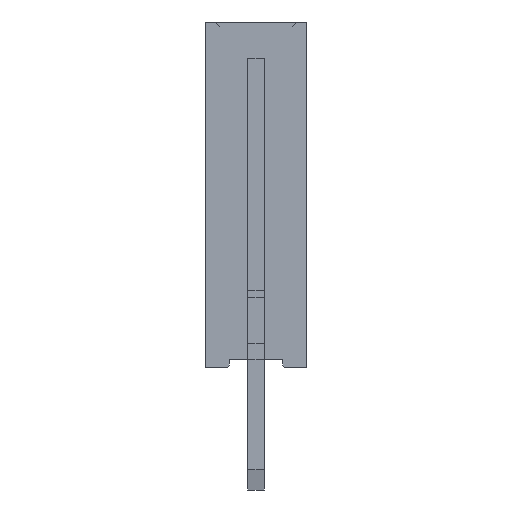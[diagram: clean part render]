
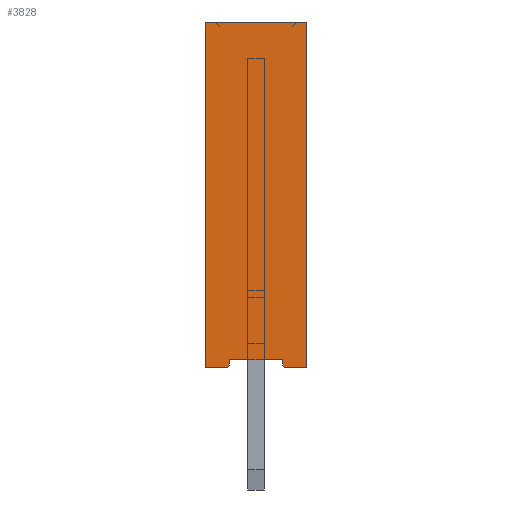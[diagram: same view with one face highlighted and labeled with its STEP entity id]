
A CAD part, front view. The second image highlights one B-rep face of the part: STEP entity #3828.
In plain terms, the highlighted planar face has unit normal (0, -1, 0).
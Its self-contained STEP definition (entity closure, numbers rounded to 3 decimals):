
#1076 = VERTEX_POINT('',#1077);
#1077 = CARTESIAN_POINT('',(-1.25,-92.71,0.));
#1083 = EDGE_CURVE('',#1084,#1076,#1086,.T.);
#1084 = VERTEX_POINT('',#1085);
#1085 = CARTESIAN_POINT('',(-0.75,-92.71,0.));
#1086 = LINE('',#1087,#1088);
#1087 = CARTESIAN_POINT('',(1.25,-92.71,0.));
#1088 = VECTOR('',#1089,1.);
#1089 = DIRECTION('',(-1.,0.,0.));
#1107 = EDGE_CURVE('',#1108,#1084,#1110,.T.);
#1108 = VERTEX_POINT('',#1109);
#1109 = CARTESIAN_POINT('',(-0.65,-92.71,0.1));
#1110 = CIRCLE('',#1111,0.1);
#1111 = AXIS2_PLACEMENT_3D('',#1112,#1113,#1114);
#1112 = CARTESIAN_POINT('',(-0.75,-92.71,0.1));
#1113 = DIRECTION('',(-0.,1.,0.));
#1114 = DIRECTION('',(1.,0.,0.));
#1132 = VERTEX_POINT('',#1133);
#1133 = CARTESIAN_POINT('',(-0.65,-92.71,0.2));
#1139 = EDGE_CURVE('',#1108,#1132,#1140,.T.);
#1140 = LINE('',#1141,#1142);
#1141 = CARTESIAN_POINT('',(-0.65,-92.71,0.1));
#1142 = VECTOR('',#1143,1.);
#1143 = DIRECTION('',(0.,0.,1.));
#1156 = VERTEX_POINT('',#1157);
#1157 = CARTESIAN_POINT('',(0.65,-92.71,0.2));
#1163 = EDGE_CURVE('',#1132,#1156,#1164,.T.);
#1164 = LINE('',#1165,#1166);
#1165 = CARTESIAN_POINT('',(0.95,-92.71,0.2));
#1166 = VECTOR('',#1167,1.);
#1167 = DIRECTION('',(1.,0.,0.));
#2438 = VERTEX_POINT('',#2439);
#2439 = CARTESIAN_POINT('',(0.65,-92.71,0.1));
#2445 = EDGE_CURVE('',#1156,#2438,#2446,.T.);
#2446 = LINE('',#2447,#2448);
#2447 = CARTESIAN_POINT('',(0.65,-92.71,0.05));
#2448 = VECTOR('',#2449,1.);
#2449 = DIRECTION('',(-0.,-0.,-1.));
#2462 = EDGE_CURVE('',#2463,#2438,#2465,.T.);
#2463 = VERTEX_POINT('',#2464);
#2464 = CARTESIAN_POINT('',(0.75,-92.71,0.));
#2465 = CIRCLE('',#2466,0.1);
#2466 = AXIS2_PLACEMENT_3D('',#2467,#2468,#2469);
#2467 = CARTESIAN_POINT('',(0.75,-92.71,0.1));
#2468 = DIRECTION('',(-0.,1.,0.));
#2469 = DIRECTION('',(1.,0.,0.));
#2487 = EDGE_CURVE('',#2488,#2463,#2490,.T.);
#2488 = VERTEX_POINT('',#2489);
#2489 = CARTESIAN_POINT('',(1.25,-92.71,0.));
#2490 = LINE('',#2491,#2492);
#2491 = CARTESIAN_POINT('',(1.25,-92.71,0.));
#2492 = VECTOR('',#2493,1.);
#2493 = DIRECTION('',(-1.,0.,0.));
#2511 = VERTEX_POINT('',#2512);
#2512 = CARTESIAN_POINT('',(1.25,-92.71,8.5));
#2518 = EDGE_CURVE('',#2488,#2511,#2519,.T.);
#2519 = LINE('',#2520,#2521);
#2520 = CARTESIAN_POINT('',(1.25,-92.71,0.));
#2521 = VECTOR('',#2522,1.);
#2522 = DIRECTION('',(0.,0.,1.));
#2535 = VERTEX_POINT('',#2536);
#2536 = CARTESIAN_POINT('',(-1.25,-92.71,8.5));
#2542 = EDGE_CURVE('',#2511,#2535,#2543,.T.);
#2543 = LINE('',#2544,#2545);
#2544 = CARTESIAN_POINT('',(1.25,-92.71,8.5));
#2545 = VECTOR('',#2546,1.);
#2546 = DIRECTION('',(-1.,0.,0.));
#3815 = EDGE_CURVE('',#1076,#2535,#3816,.T.);
#3816 = LINE('',#3817,#3818);
#3817 = CARTESIAN_POINT('',(-1.25,-92.71,0.));
#3818 = VECTOR('',#3819,1.);
#3819 = DIRECTION('',(0.,0.,1.));
#3828 = ADVANCED_FACE('',(#3829),#3841,.T.);
#3829 = FACE_BOUND('',#3830,.T.);
#3830 = EDGE_LOOP('',(#3831,#3832,#3833,#3834,#3835,#3836,#3837,#3838,
    #3839,#3840));
#3831 = ORIENTED_EDGE('',*,*,#2487,.F.);
#3832 = ORIENTED_EDGE('',*,*,#2518,.T.);
#3833 = ORIENTED_EDGE('',*,*,#2542,.T.);
#3834 = ORIENTED_EDGE('',*,*,#3815,.F.);
#3835 = ORIENTED_EDGE('',*,*,#1083,.F.);
#3836 = ORIENTED_EDGE('',*,*,#1107,.F.);
#3837 = ORIENTED_EDGE('',*,*,#1139,.T.);
#3838 = ORIENTED_EDGE('',*,*,#1163,.T.);
#3839 = ORIENTED_EDGE('',*,*,#2445,.T.);
#3840 = ORIENTED_EDGE('',*,*,#2462,.F.);
#3841 = PLANE('',#3842);
#3842 = AXIS2_PLACEMENT_3D('',#3843,#3844,#3845);
#3843 = CARTESIAN_POINT('',(1.25,-92.71,0.));
#3844 = DIRECTION('',(0.,-1.,0.));
#3845 = DIRECTION('',(-1.,0.,0.));
